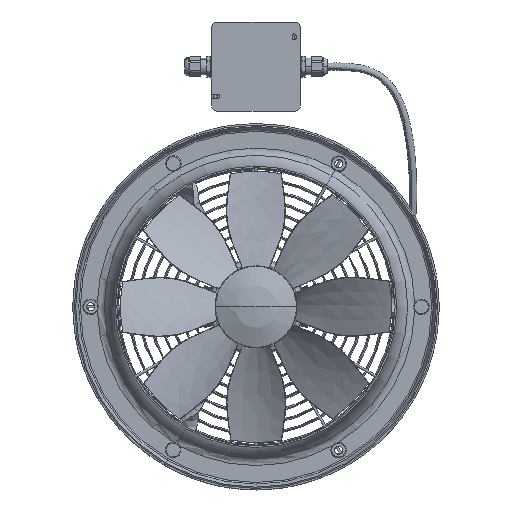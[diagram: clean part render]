
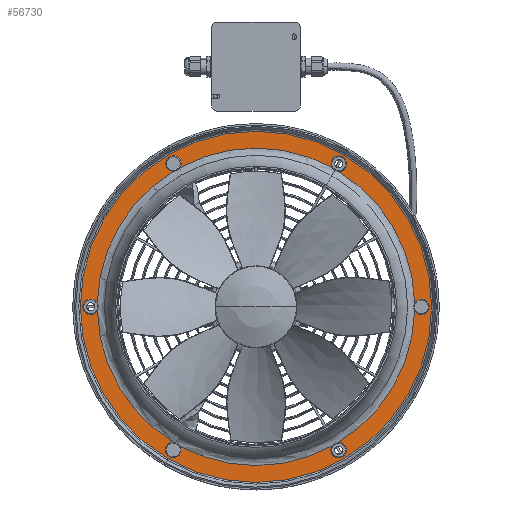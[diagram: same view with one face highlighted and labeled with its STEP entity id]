
A CAD part, left-side view. The second image highlights one B-rep face of the part: STEP entity #56730.
In plain terms, the highlighted planar face has unit normal (-1, 0, 0).
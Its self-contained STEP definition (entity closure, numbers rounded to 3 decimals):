
#55200=CARTESIAN_POINT('',(752.276,-338.914,0.));
#55210=DIRECTION('',(-1.,0.,0.));
#55220=DIRECTION('',(0.,1.,0.));
#55230=AXIS2_PLACEMENT_3D('',#55200,#55210,#55220);
#55240=PLANE('',#55230);
#55250=CARTESIAN_POINT('',(752.276,-555.931,0.));
#55260=DIRECTION('',(-1.,0.,0.));
#55270=DIRECTION('',(0.,1.,0.));
#55280=AXIS2_PLACEMENT_3D('',#55250,#55260,#55270);
#55290=CIRCLE('',#55280,227.238);
#55300=CARTESIAN_POINT('',(752.276,-328.693,0.));
#55310=VERTEX_POINT('',#55300);
#55320=CARTESIAN_POINT('',(752.276,-783.169,0.));
#55330=VERTEX_POINT('',#55320);
#55340=EDGE_CURVE('',#55310,#55330,#55290,.T.);
#55350=ORIENTED_EDGE('',*,*,#55340,.T.);
#55360=EDGE_CURVE('',#55330,#55310,#55290,.T.);
#55370=ORIENTED_EDGE('',*,*,#55360,.T.);
#55380=EDGE_LOOP('',(#55370,#55350));
#55390=FACE_OUTER_BOUND('',#55380,.T.);
#55400=CARTESIAN_POINT('',(752.276,-448.931,185.329)
);
#55410=DIRECTION('',(1.,0.,0.));
#55420=DIRECTION('',(0.,-0.866,
0.5));
#55430=AXIS2_PLACEMENT_3D('',#55400,#55410,#55420);
#55440=CIRCLE('',#55430,10.);
#55450=CARTESIAN_POINT('',(752.276,-457.591,190.329))
;
#55460=VERTEX_POINT('',#55450);
#55470=CARTESIAN_POINT('',(752.276,-457.545,180.25
));
#55480=VERTEX_POINT('',#55470);
#55490=EDGE_CURVE('',#55460,#55480,#55440,.T.);
#55500=ORIENTED_EDGE('',*,*,#55490,.T.);
#55510=CARTESIAN_POINT('',(752.276,-440.271,180.329)
);
#55520=VERTEX_POINT('',#55510);
#55530=EDGE_CURVE('',#55520,#55460,#55440,.T.);
#55540=ORIENTED_EDGE('',*,*,#55530,.T.);
#55550=CARTESIAN_POINT('',(752.276,-449.023,175.33
));
#55560=VERTEX_POINT('',#55550);
#55570=EDGE_CURVE('',#55560,#55520,#55440,.T.);
#55580=ORIENTED_EDGE('',*,*,#55570,.T.);
#55590=CARTESIAN_POINT('',(752.276,-555.931,0.));
#55600=DIRECTION('',(1.,0.,0.));
#55610=DIRECTION('',(0.,1.,0.));
#55620=AXIS2_PLACEMENT_3D('',#55590,#55600,#55610);
#55630=CIRCLE('',#55620,205.353);
#55640=CARTESIAN_POINT('',(752.276,-350.637,4.92)
);
#55650=VERTEX_POINT('',#55640);
#55660=EDGE_CURVE('',#55650,#55560,#55630,.T.);
#55670=ORIENTED_EDGE('',*,*,#55660,.T.);
#55680=CARTESIAN_POINT('',(752.276,-341.931,
0.));
#55690=DIRECTION('',(1.,0.,0.));
#55700=DIRECTION('',(0.,0.,-1.));
#55710=AXIS2_PLACEMENT_3D('',#55680,#55690,#55700);
#55720=CIRCLE('',#55710,10.);
#55730=CARTESIAN_POINT('',(752.276,-341.931,10.));
#55740=VERTEX_POINT('',#55730);
#55750=EDGE_CURVE('',#55740,#55650,#55720,.T.);
#55760=ORIENTED_EDGE('',*,*,#55750,.T.);
#55770=CARTESIAN_POINT('',(752.276,-341.931,
-10.));
#55780=VERTEX_POINT('',#55770);
#55790=EDGE_CURVE('',#55780,#55740,#55720,.T.);
#55800=ORIENTED_EDGE('',*,*,#55790,.T.);
#55810=CARTESIAN_POINT('',(752.276,-350.637,-4.92
));
#55820=VERTEX_POINT('',#55810);
#55830=EDGE_CURVE('',#55820,#55780,#55720,.T.);
#55840=ORIENTED_EDGE('',*,*,#55830,.T.);
#55850=CARTESIAN_POINT('',(752.276,-449.023,
-175.33));
#55860=VERTEX_POINT('',#55850);
#55870=EDGE_CURVE('',#55860,#55820,#55630,.T.);
#55880=ORIENTED_EDGE('',*,*,#55870,.T.);
#55890=CARTESIAN_POINT('',(752.276,-448.931,-185.329
));
#55900=DIRECTION('',(1.,0.,0.));
#55910=DIRECTION('',(0.,0.866,0.5));
#55920=AXIS2_PLACEMENT_3D('',#55890,#55900,#55910);
#55930=CIRCLE('',#55920,10.);
#55940=CARTESIAN_POINT('',(752.276,-440.271,-180.329
));
#55950=VERTEX_POINT('',#55940);
#55960=EDGE_CURVE('',#55950,#55860,#55930,.T.);
#55970=ORIENTED_EDGE('',*,*,#55960,.T.);
#55980=CARTESIAN_POINT('',(752.276,-457.591,-190.329)
);
#55990=VERTEX_POINT('',#55980);
#56000=EDGE_CURVE('',#55990,#55950,#55930,.T.);
#56010=ORIENTED_EDGE('',*,*,#56000,.T.);
#56020=CARTESIAN_POINT('',(752.276,-457.545,
-180.25));
#56030=VERTEX_POINT('',#56020);
#56040=EDGE_CURVE('',#56030,#55990,#55930,.T.);
#56050=ORIENTED_EDGE('',*,*,#56040,.T.);
#56060=CARTESIAN_POINT('',(752.276,-654.317,-180.25)
);
#56070=VERTEX_POINT('',#56060);
#56080=EDGE_CURVE('',#56070,#56030,#55630,.T.);
#56090=ORIENTED_EDGE('',*,*,#56080,.T.);
#56100=CARTESIAN_POINT('',(752.276,-662.931,-185.329
));
#56110=DIRECTION('',(1.,0.,0.));
#56120=DIRECTION('',(0.,-0.866,0.5));
#56130=AXIS2_PLACEMENT_3D('',#56100,#56110,#56120);
#56140=CIRCLE('',#56130,10.);
#56150=CARTESIAN_POINT('',(752.276,-654.271,-190.329
));
#56160=VERTEX_POINT('',#56150);
#56170=EDGE_CURVE('',#56160,#56070,#56140,.T.);
#56180=ORIENTED_EDGE('',*,*,#56170,.T.);
#56190=CARTESIAN_POINT('',(752.276,-671.591,-180.329)
);
#56200=VERTEX_POINT('',#56190);
#56210=EDGE_CURVE('',#56200,#56160,#56140,.T.);
#56220=ORIENTED_EDGE('',*,*,#56210,.T.);
#56230=CARTESIAN_POINT('',(752.276,-662.839,
-175.33));
#56240=VERTEX_POINT('',#56230);
#56250=EDGE_CURVE('',#56240,#56200,#56140,.T.);
#56260=ORIENTED_EDGE('',*,*,#56250,.T.);
#56270=CARTESIAN_POINT('',(752.276,-761.225,
-4.92));
#56280=VERTEX_POINT('',#56270);
#56290=EDGE_CURVE('',#56280,#56240,#55630,.T.);
#56300=ORIENTED_EDGE('',*,*,#56290,.T.);
#56310=CARTESIAN_POINT('',(752.276,-769.931,
0.));
#56320=DIRECTION('',(1.,0.,0.));
#56330=DIRECTION('',(0.,0.,-1.));
#56340=AXIS2_PLACEMENT_3D('',#56310,#56320,#56330);
#56350=CIRCLE('',#56340,10.);
#56360=CARTESIAN_POINT('',(752.276,-769.931,
-10.));
#56370=VERTEX_POINT('',#56360);
#56380=EDGE_CURVE('',#56370,#56280,#56350,.T.);
#56390=ORIENTED_EDGE('',*,*,#56380,.T.);
#56400=CARTESIAN_POINT('',(752.276,-769.931,10.
));
#56410=VERTEX_POINT('',#56400);
#56420=EDGE_CURVE('',#56410,#56370,#56350,.T.);
#56430=ORIENTED_EDGE('',*,*,#56420,.T.);
#56440=CARTESIAN_POINT('',(752.276,-761.225,4.92
));
#56450=VERTEX_POINT('',#56440);
#56460=EDGE_CURVE('',#56450,#56410,#56350,.T.);
#56470=ORIENTED_EDGE('',*,*,#56460,.T.);
#56480=CARTESIAN_POINT('',(752.276,-662.839,175.33
));
#56490=VERTEX_POINT('',#56480);
#56500=EDGE_CURVE('',#56490,#56450,#55630,.T.);
#56510=ORIENTED_EDGE('',*,*,#56500,.T.);
#56520=CARTESIAN_POINT('',(752.276,-662.931,185.329)
);
#56530=DIRECTION('',(1.,0.,0.));
#56540=DIRECTION('',(0.,0.866,0.5));
#56550=AXIS2_PLACEMENT_3D('',#56520,#56530,#56540);
#56560=CIRCLE('',#56550,10.);
#56570=CARTESIAN_POINT('',(752.276,-671.591,180.329))
;
#56580=VERTEX_POINT('',#56570);
#56590=EDGE_CURVE('',#56580,#56490,#56560,.T.);
#56600=ORIENTED_EDGE('',*,*,#56590,.T.);
#56610=CARTESIAN_POINT('',(752.276,-654.271,190.329)
);
#56620=VERTEX_POINT('',#56610);
#56630=EDGE_CURVE('',#56620,#56580,#56560,.T.);
#56640=ORIENTED_EDGE('',*,*,#56630,.T.);
#56650=CARTESIAN_POINT('',(752.276,-654.317,180.25
));
#56660=VERTEX_POINT('',#56650);
#56670=EDGE_CURVE('',#56660,#56620,#56560,.T.);
#56680=ORIENTED_EDGE('',*,*,#56670,.T.);
#56690=EDGE_CURVE('',#55480,#56660,#55630,.T.);
#56700=ORIENTED_EDGE('',*,*,#56690,.T.);
#56710=EDGE_LOOP('',(#56700,#56680,#56640,#56600,#56510,#56470,#56430,
#56390,#56300,#56260,#56220,#56180,#56090,#56050,#56010,#55970,#55880,
#55840,#55800,#55760,#55670,#55580,#55540,#55500));
#56720=FACE_BOUND('',#56710,.T.);
#56730=ADVANCED_FACE('',(#55390,#56720),#55240,.T.);
